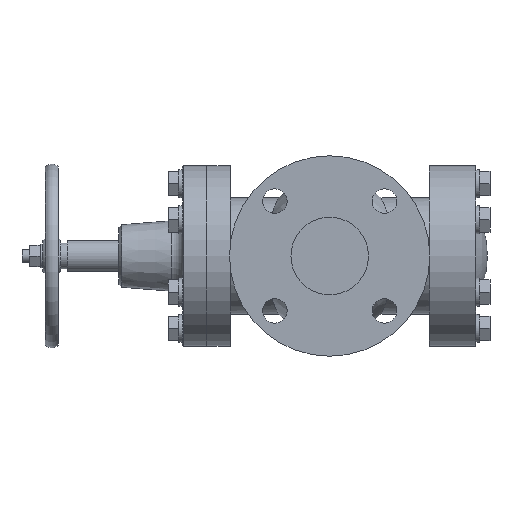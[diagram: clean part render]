
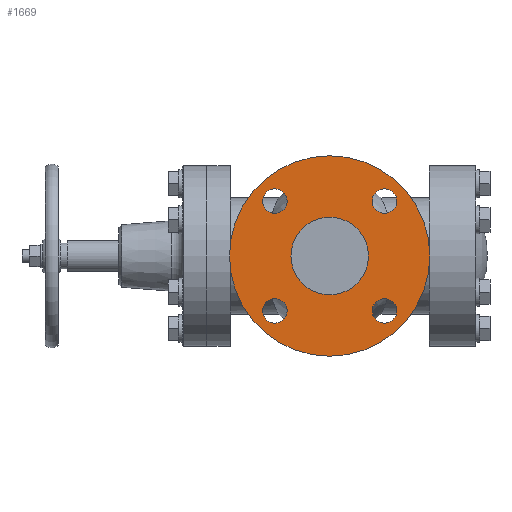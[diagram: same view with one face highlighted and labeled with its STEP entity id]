
A CAD part, left-side view. The second image highlights one B-rep face of the part: STEP entity #1669.
In plain terms, the highlighted planar face has unit normal (-1, 0, 0).
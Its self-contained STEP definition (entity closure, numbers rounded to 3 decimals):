
#36 = CARTESIAN_POINT ( 'NONE',  ( -105., 0., 0. ) ) ;
#143 = DIRECTION ( 'NONE',  ( -1., 0., 0. ) ) ;
#170 = CARTESIAN_POINT ( 'NONE',  ( -105., 42.426, -42.426 ) ) ;
#711 = CARTESIAN_POINT ( 'NONE',  ( -105., 42.426, 51.926 ) ) ;
#807 = CIRCLE ( 'NONE', #1888, 9.5 ) ;
#817 = AXIS2_PLACEMENT_3D ( 'NONE', #7170, #1579, #9225 ) ;
#908 = EDGE_LOOP ( 'NONE', ( #9854, #2267 ) ) ;
#911 = DIRECTION ( 'NONE',  ( 0., 0., 1. ) ) ;
#950 = AXIS2_PLACEMENT_3D ( 'NONE', #36, #143, #1743 ) ;
#1112 = DIRECTION ( 'NONE',  ( 0., 0., 1. ) ) ;
#1173 = ORIENTED_EDGE ( 'NONE', *, *, #3556, .F. ) ;
#1293 = VERTEX_POINT ( 'NONE', #10878 ) ;
#1295 = CARTESIAN_POINT ( 'NONE',  ( -105., -42.426, -51.926 ) ) ;
#1579 = DIRECTION ( 'NONE',  ( -1., 0., 0. ) ) ;
#1669 = ADVANCED_FACE ( 'S', ( #6488, #2183, #4844, #9095, #8929, #4785 ), #8248, .F. ) ;
#1675 = DIRECTION ( 'NONE',  ( -1., 0., 0. ) ) ;
#1743 = DIRECTION ( 'NONE',  ( 0., 0., 1. ) ) ;
#1757 = AXIS2_PLACEMENT_3D ( 'NONE', #2468, #1675, #5127 ) ;
#1804 = CIRCLE ( 'NONE', #4511, 9.5 ) ;
#1836 = DIRECTION ( 'NONE',  ( -1., 0., 0. ) ) ;
#1849 = DIRECTION ( 'NONE',  ( -1., 0., 0. ) ) ;
#1888 = AXIS2_PLACEMENT_3D ( 'NONE', #10152, #2213, #9251 ) ;
#1961 = CARTESIAN_POINT ( 'NONE',  ( -105., 42.426, 32.926 ) ) ;
#1991 = CIRCLE ( 'NONE', #5791, 30. ) ;
#2133 = DIRECTION ( 'NONE',  ( 0., 0., 1. ) ) ;
#2183 = FACE_BOUND ( 'NONE', #5961, .T. ) ;
#2213 = DIRECTION ( 'NONE',  ( -1., 0., 0. ) ) ;
#2251 = CARTESIAN_POINT ( 'NONE',  ( -105., 0., 0. ) ) ;
#2267 = ORIENTED_EDGE ( 'NONE', *, *, #10471, .F. ) ;
#2410 = DIRECTION ( 'NONE',  ( 1., 0., 0. ) ) ;
#2468 = CARTESIAN_POINT ( 'NONE',  ( -105., -42.426, -42.426 ) ) ;
#2612 = VERTEX_POINT ( 'NONE', #1295 ) ;
#2772 = DIRECTION ( 'NONE',  ( 0., 0., 1. ) ) ;
#2790 = CIRCLE ( 'NONE', #817, 9.5 ) ;
#2799 = VERTEX_POINT ( 'NONE', #3612 ) ;
#2916 = VERTEX_POINT ( 'NONE', #1961 ) ;
#3358 = EDGE_LOOP ( 'NONE', ( #9849, #7193 ) ) ;
#3364 = VERTEX_POINT ( 'NONE', #11184 ) ;
#3556 = EDGE_CURVE ( 'NONE', #2916, #5892, #807, .T. ) ;
#3612 = CARTESIAN_POINT ( 'NONE',  ( -105., 0., 30. ) ) ;
#3617 = CARTESIAN_POINT ( 'NONE',  ( -105., 0., 77.5 ) ) ;
#3761 = ORIENTED_EDGE ( 'NONE', *, *, #7581, .F. ) ;
#3801 = ORIENTED_EDGE ( 'NONE', *, *, #9617, .F. ) ;
#3872 = EDGE_CURVE ( 'NONE', #4462, #7183, #9132, .T. ) ;
#3887 = EDGE_CURVE ( 'NONE', #5898, #1293, #2790, .T. ) ;
#4098 = AXIS2_PLACEMENT_3D ( 'NONE', #9212, #5872, #11024 ) ;
#4186 = EDGE_LOOP ( 'NONE', ( #5709, #9134 ) ) ;
#4249 = AXIS2_PLACEMENT_3D ( 'NONE', #2251, #8883, #1112 ) ;
#4351 = CIRCLE ( 'NONE', #7795, 30. ) ;
#4405 = CIRCLE ( 'NONE', #4098, 9.5 ) ;
#4462 = VERTEX_POINT ( 'NONE', #3617 ) ;
#4488 = VERTEX_POINT ( 'NONE', #9682 ) ;
#4490 = CARTESIAN_POINT ( 'NONE',  ( -105., 42.426, 42.426 ) ) ;
#4506 = CARTESIAN_POINT ( 'NONE',  ( -105., -42.426, -42.426 ) ) ;
#4511 = AXIS2_PLACEMENT_3D ( 'NONE', #170, #7184, #2772 ) ;
#4740 = ORIENTED_EDGE ( 'NONE', *, *, #9535, .F. ) ;
#4785 = FACE_OUTER_BOUND ( 'NONE', #3358, .T. ) ;
#4844 = FACE_BOUND ( 'NONE', #4999, .T. ) ;
#4999 = EDGE_LOOP ( 'NONE', ( #3801, #1173 ) ) ;
#5009 = CIRCLE ( 'NONE', #6442, 9.5 ) ;
#5127 = DIRECTION ( 'NONE',  ( 0., 0., 1. ) ) ;
#5129 = DIRECTION ( 'NONE',  ( 0., 0., -1. ) ) ;
#5204 = CARTESIAN_POINT ( 'NONE',  ( -105., 42.426, -32.926 ) ) ;
#5514 = ORIENTED_EDGE ( 'NONE', *, *, #3887, .F. ) ;
#5582 = VERTEX_POINT ( 'NONE', #6011 ) ;
#5709 = ORIENTED_EDGE ( 'NONE', *, *, #8125, .F. ) ;
#5791 = AXIS2_PLACEMENT_3D ( 'NONE', #9242, #10762, #9125 ) ;
#5872 = DIRECTION ( 'NONE',  ( -1., 0., 0. ) ) ;
#5892 = VERTEX_POINT ( 'NONE', #711 ) ;
#5898 = VERTEX_POINT ( 'NONE', #10163 ) ;
#5937 = CARTESIAN_POINT ( 'NONE',  ( -105., 0., -77.5 ) ) ;
#5961 = EDGE_LOOP ( 'NONE', ( #3761, #9158 ) ) ;
#6011 = CARTESIAN_POINT ( 'NONE',  ( -105., -42.426, -32.926 ) ) ;
#6442 = AXIS2_PLACEMENT_3D ( 'NONE', #4490, #1836, #8805 ) ;
#6488 = FACE_BOUND ( 'NONE', #4186, .T. ) ;
#6565 = EDGE_LOOP ( 'NONE', ( #5514, #4740 ) ) ;
#6784 = AXIS2_PLACEMENT_3D ( 'NONE', #9156, #2410, #5129 ) ;
#6810 = CIRCLE ( 'NONE', #7337, 9.5 ) ;
#7166 = AXIS2_PLACEMENT_3D ( 'NONE', #10422, #8723, #911 ) ;
#7170 = CARTESIAN_POINT ( 'NONE',  ( -105., -42.426, 42.426 ) ) ;
#7183 = VERTEX_POINT ( 'NONE', #5937 ) ;
#7184 = DIRECTION ( 'NONE',  ( -1., 0., 0. ) ) ;
#7193 = ORIENTED_EDGE ( 'NONE', *, *, #8342, .T. ) ;
#7337 = AXIS2_PLACEMENT_3D ( 'NONE', #4506, #1849, #8930 ) ;
#7581 = EDGE_CURVE ( 'NONE', #7868, #3364, #1804, .T. ) ;
#7645 = EDGE_CURVE ( 'NONE', #4488, #2799, #1991, .T. ) ;
#7728 = CIRCLE ( 'NONE', #1757, 9.5 ) ;
#7795 = AXIS2_PLACEMENT_3D ( 'NONE', #10744, #9167, #2133 ) ;
#7868 = VERTEX_POINT ( 'NONE', #5204 ) ;
#8125 = EDGE_CURVE ( 'NONE', #2799, #4488, #4351, .T. ) ;
#8248 = PLANE ( 'NONE',  #6784 ) ;
#8342 = EDGE_CURVE ( 'NONE', #7183, #4462, #10902, .T. ) ;
#8723 = DIRECTION ( 'NONE',  ( -1., 0., 0. ) ) ;
#8805 = DIRECTION ( 'NONE',  ( 0., 0., 1. ) ) ;
#8883 = DIRECTION ( 'NONE',  ( -1., 0., 0. ) ) ;
#8929 = FACE_BOUND ( 'NONE', #908, .T. ) ;
#8930 = DIRECTION ( 'NONE',  ( 0., 0., 1. ) ) ;
#9095 = FACE_BOUND ( 'NONE', #6565, .T. ) ;
#9125 = DIRECTION ( 'NONE',  ( 0., 0., 1. ) ) ;
#9132 = CIRCLE ( 'NONE', #4249, 77.5 ) ;
#9134 = ORIENTED_EDGE ( 'NONE', *, *, #7645, .F. ) ;
#9156 = CARTESIAN_POINT ( 'NONE',  ( -105., 0., 0. ) ) ;
#9158 = ORIENTED_EDGE ( 'NONE', *, *, #9870, .F. ) ;
#9167 = DIRECTION ( 'NONE',  ( -1., 0., 0. ) ) ;
#9212 = CARTESIAN_POINT ( 'NONE',  ( -105., -42.426, 42.426 ) ) ;
#9225 = DIRECTION ( 'NONE',  ( 0., 0., 1. ) ) ;
#9242 = CARTESIAN_POINT ( 'NONE',  ( -105., 0., 0. ) ) ;
#9251 = DIRECTION ( 'NONE',  ( 0., 0., 1. ) ) ;
#9535 = EDGE_CURVE ( 'NONE', #1293, #5898, #4405, .T. ) ;
#9585 = EDGE_CURVE ( 'NONE', #5582, #2612, #7728, .T. ) ;
#9617 = EDGE_CURVE ( 'NONE', #5892, #2916, #5009, .T. ) ;
#9682 = CARTESIAN_POINT ( 'NONE',  ( -105., 0., -30. ) ) ;
#9849 = ORIENTED_EDGE ( 'NONE', *, *, #3872, .T. ) ;
#9854 = ORIENTED_EDGE ( 'NONE', *, *, #9585, .F. ) ;
#9870 = EDGE_CURVE ( 'NONE', #3364, #7868, #10977, .T. ) ;
#10152 = CARTESIAN_POINT ( 'NONE',  ( -105., 42.426, 42.426 ) ) ;
#10163 = CARTESIAN_POINT ( 'NONE',  ( -105., -42.426, 51.926 ) ) ;
#10422 = CARTESIAN_POINT ( 'NONE',  ( -105., 42.426, -42.426 ) ) ;
#10471 = EDGE_CURVE ( 'NONE', #2612, #5582, #6810, .T. ) ;
#10744 = CARTESIAN_POINT ( 'NONE',  ( -105., 0., 0. ) ) ;
#10762 = DIRECTION ( 'NONE',  ( -1., 0., 0. ) ) ;
#10878 = CARTESIAN_POINT ( 'NONE',  ( -105., -42.426, 32.926 ) ) ;
#10902 = CIRCLE ( 'NONE', #950, 77.5 ) ;
#10977 = CIRCLE ( 'NONE', #7166, 9.5 ) ;
#11024 = DIRECTION ( 'NONE',  ( 0., 0., 1. ) ) ;
#11184 = CARTESIAN_POINT ( 'NONE',  ( -105., 42.426, -51.926 ) ) ;
